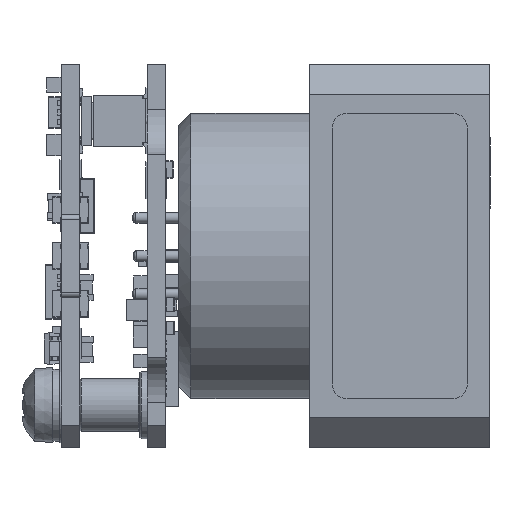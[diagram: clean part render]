
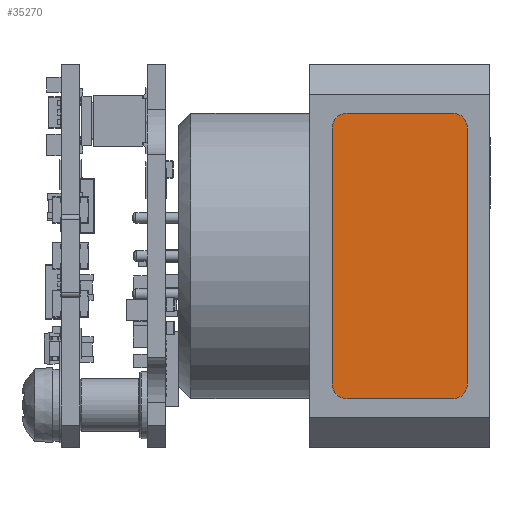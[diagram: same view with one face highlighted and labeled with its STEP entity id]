
A CAD part, left-side view. The second image highlights one B-rep face of the part: STEP entity #35270.
In plain terms, the highlighted planar face has unit normal (-1, 0, 0).
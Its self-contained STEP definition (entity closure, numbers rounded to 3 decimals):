
#470=PLANE('',#37085);
#1909=FACE_OUTER_BOUND('',#3682,.T.);
#3682=EDGE_LOOP('',(#23331,#23332,#23333,#23334,#23335,#23336,#23337,#23338));
#5821=LINE('',#48622,#10098);
#5825=LINE('',#48634,#10102);
#5829=LINE('',#48646,#10106);
#5833=LINE('',#48657,#10110);
#10098=VECTOR('',#39523,10.);
#10102=VECTOR('',#39535,10.);
#10106=VECTOR('',#39547,10.);
#10110=VECTOR('',#39559,10.);
#14377=CIRCLE('',#37070,1.);
#14379=CIRCLE('',#37074,1.);
#14381=CIRCLE('',#37078,1.);
#14383=CIRCLE('',#37082,1.);
#15030=VERTEX_POINT('',#48612);
#15031=VERTEX_POINT('',#48613);
#15034=VERTEX_POINT('',#48621);
#15036=VERTEX_POINT('',#48627);
#15038=VERTEX_POINT('',#48633);
#15040=VERTEX_POINT('',#48639);
#15042=VERTEX_POINT('',#48645);
#15044=VERTEX_POINT('',#48651);
#18329=EDGE_CURVE('',#15030,#15031,#14377,.T.);
#18333=EDGE_CURVE('',#15031,#15034,#5821,.T.);
#18336=EDGE_CURVE('',#15034,#15036,#14379,.T.);
#18339=EDGE_CURVE('',#15036,#15038,#5825,.T.);
#18342=EDGE_CURVE('',#15038,#15040,#14381,.T.);
#18345=EDGE_CURVE('',#15040,#15042,#5829,.T.);
#18348=EDGE_CURVE('',#15042,#15044,#14383,.T.);
#18351=EDGE_CURVE('',#15044,#15030,#5833,.T.);
#23331=ORIENTED_EDGE('',*,*,#18329,.F.);
#23332=ORIENTED_EDGE('',*,*,#18351,.F.);
#23333=ORIENTED_EDGE('',*,*,#18348,.F.);
#23334=ORIENTED_EDGE('',*,*,#18345,.F.);
#23335=ORIENTED_EDGE('',*,*,#18342,.F.);
#23336=ORIENTED_EDGE('',*,*,#18339,.F.);
#23337=ORIENTED_EDGE('',*,*,#18336,.F.);
#23338=ORIENTED_EDGE('',*,*,#18333,.F.);
#35270=ADVANCED_FACE('',(#1909),#470,.T.);
#37070=AXIS2_PLACEMENT_3D('',#48614,#39515,#39516);
#37074=AXIS2_PLACEMENT_3D('',#48628,#39528,#39529);
#37078=AXIS2_PLACEMENT_3D('',#48640,#39540,#39541);
#37082=AXIS2_PLACEMENT_3D('',#48652,#39552,#39553);
#37085=AXIS2_PLACEMENT_3D('',#48659,#39561,#39562);
#39515=DIRECTION('center_axis',(1.,0.,0.));
#39516=DIRECTION('ref_axis',(0.,1.,0.));
#39523=DIRECTION('',(0.,0.,1.));
#39528=DIRECTION('center_axis',(1.,0.,0.));
#39529=DIRECTION('ref_axis',(0.,0.,
1.));
#39535=DIRECTION('',(0.,-1.,0.));
#39540=DIRECTION('center_axis',(1.,0.,0.));
#39541=DIRECTION('ref_axis',(0.,-1.,0.));
#39547=DIRECTION('',(0.,0.,-1.));
#39552=DIRECTION('center_axis',(1.,0.,0.));
#39553=DIRECTION('ref_axis',(0.,0.,-1.));
#39559=DIRECTION('',(0.,1.,0.));
#39561=DIRECTION('center_axis',(-1.,0.,0.));
#39562=DIRECTION('ref_axis',(0.,0.,
1.));
#48612=CARTESIAN_POINT('',(-10.35,1.5,-17.5));
#48613=CARTESIAN_POINT('',(-10.35,2.5,-16.5));
#48614=CARTESIAN_POINT('Origin',(-10.35,1.5,-16.5));
#48621=CARTESIAN_POINT('',(-10.35,2.5,0.5));
#48622=CARTESIAN_POINT('',(-10.35,2.5,0.5));
#48627=CARTESIAN_POINT('',(-10.35,1.5,1.5));
#48628=CARTESIAN_POINT('Origin',(-10.35,1.5,0.5));
#48633=CARTESIAN_POINT('',(-10.35,-5.5,1.5));
#48634=CARTESIAN_POINT('',(-10.35,-5.5,1.5));
#48639=CARTESIAN_POINT('',(-10.35,-6.5,0.5));
#48640=CARTESIAN_POINT('Origin',(-10.35,-5.5,0.5));
#48645=CARTESIAN_POINT('',(-10.35,-6.5,-16.5));
#48646=CARTESIAN_POINT('',(-10.35,-6.5,-16.5));
#48651=CARTESIAN_POINT('',(-10.35,-5.5,-17.5));
#48652=CARTESIAN_POINT('Origin',(-10.35,-5.5,-16.5));
#48657=CARTESIAN_POINT('',(-10.35,1.5,-17.5));
#48659=CARTESIAN_POINT('Origin',(-10.35,-2.,-8.));
